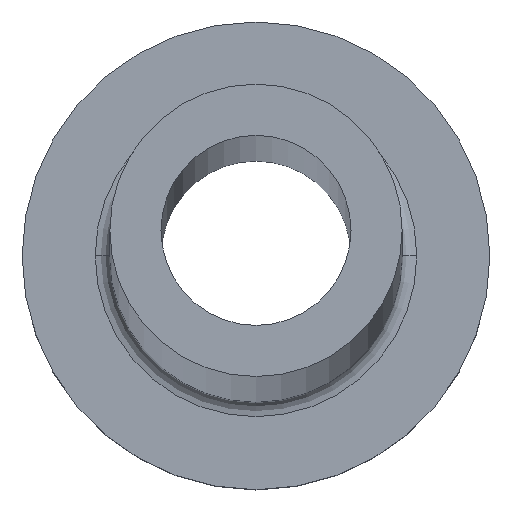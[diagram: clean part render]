
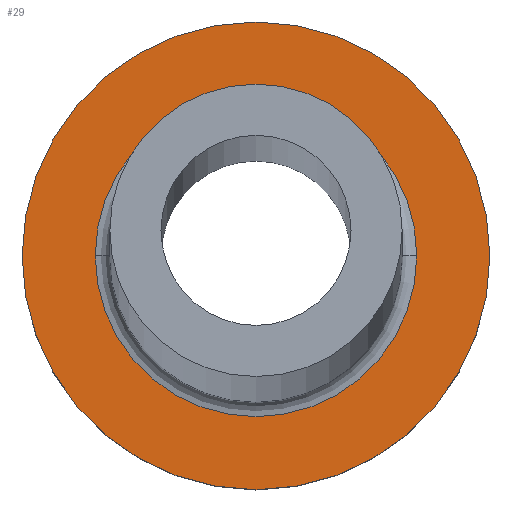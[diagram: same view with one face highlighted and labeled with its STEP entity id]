
A CAD part, top view. The second image highlights one B-rep face of the part: STEP entity #29.
In plain terms, the highlighted planar face has unit normal (0, 0, 1).
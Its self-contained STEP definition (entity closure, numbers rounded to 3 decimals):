
#4 = DIRECTION ( 'NONE',  ( 1., 0., 0. ) ) ;
#11 = DIRECTION ( 'NONE',  ( 1., 0., 0. ) ) ;
#26 = CIRCLE ( 'NONE', #349, 8. ) ;
#29 = ADVANCED_FACE ( 'NONE', ( #59, #87 ), #142, .T. ) ;
#33 = CARTESIAN_POINT ( 'NONE',  ( 0., 0., 5. ) ) ;
#59 = FACE_BOUND ( 'NONE', #163, .T. ) ;
#61 = AXIS2_PLACEMENT_3D ( 'NONE', #265, #174, #261 ) ;
#81 = EDGE_CURVE ( 'NONE', #198, #220, #320, .T. ) ;
#86 = AXIS2_PLACEMENT_3D ( 'NONE', #33, #113, #4 ) ;
#87 = FACE_OUTER_BOUND ( 'NONE', #224, .T. ) ;
#88 = CARTESIAN_POINT ( 'NONE',  ( 8., 0., 5. ) ) ;
#105 = VERTEX_POINT ( 'NONE', #88 ) ;
#108 = VERTEX_POINT ( 'NONE', #288 ) ;
#113 = DIRECTION ( 'NONE',  ( 0., 0., -1. ) ) ;
#133 = CIRCLE ( 'NONE', #61, 5.5 ) ;
#142 = PLANE ( 'NONE',  #266 ) ;
#156 = CARTESIAN_POINT ( 'NONE',  ( 0., 0., 5. ) ) ;
#163 = EDGE_LOOP ( 'NONE', ( #253, #202 ) ) ;
#166 = AXIS2_PLACEMENT_3D ( 'NONE', #156, #268, #11 ) ;
#171 = EDGE_CURVE ( 'NONE', #220, #198, #133, .T. ) ;
#174 = DIRECTION ( 'NONE',  ( 0., 0., -1. ) ) ;
#178 = DIRECTION ( 'NONE',  ( 0., 0., 1. ) ) ;
#196 = ORIENTED_EDGE ( 'NONE', *, *, #290, .T. ) ;
#198 = VERTEX_POINT ( 'NONE', #317 ) ;
#202 = ORIENTED_EDGE ( 'NONE', *, *, #171, .T. ) ;
#209 = CARTESIAN_POINT ( 'NONE',  ( 0., 0., 5. ) ) ;
#220 = VERTEX_POINT ( 'NONE', #363 ) ;
#224 = EDGE_LOOP ( 'NONE', ( #341, #196 ) ) ;
#243 = DIRECTION ( 'NONE',  ( 1., 0., 0. ) ) ;
#253 = ORIENTED_EDGE ( 'NONE', *, *, #81, .T. ) ;
#261 = DIRECTION ( 'NONE',  ( 1., 0., 0. ) ) ;
#265 = CARTESIAN_POINT ( 'NONE',  ( 0., 0., 5. ) ) ;
#266 = AXIS2_PLACEMENT_3D ( 'NONE', #209, #178, #294 ) ;
#268 = DIRECTION ( 'NONE',  ( 0., 0., 1. ) ) ;
#273 = EDGE_CURVE ( 'NONE', #108, #105, #26, .T. ) ;
#288 = CARTESIAN_POINT ( 'NONE',  ( -8., 0., 5. ) ) ;
#289 = CIRCLE ( 'NONE', #166, 8. ) ;
#290 = EDGE_CURVE ( 'NONE', #105, #108, #289, .T. ) ;
#294 = DIRECTION ( 'NONE',  ( 1., 0., 0. ) ) ;
#317 = CARTESIAN_POINT ( 'NONE',  ( 5.5, 0., 5. ) ) ;
#320 = CIRCLE ( 'NONE', #86, 5.5 ) ;
#329 = CARTESIAN_POINT ( 'NONE',  ( 0., 0., 5. ) ) ;
#333 = DIRECTION ( 'NONE',  ( 0., 0., 1. ) ) ;
#341 = ORIENTED_EDGE ( 'NONE', *, *, #273, .T. ) ;
#349 = AXIS2_PLACEMENT_3D ( 'NONE', #329, #333, #243 ) ;
#363 = CARTESIAN_POINT ( 'NONE',  ( -5.5, 0., 5. ) ) ;
